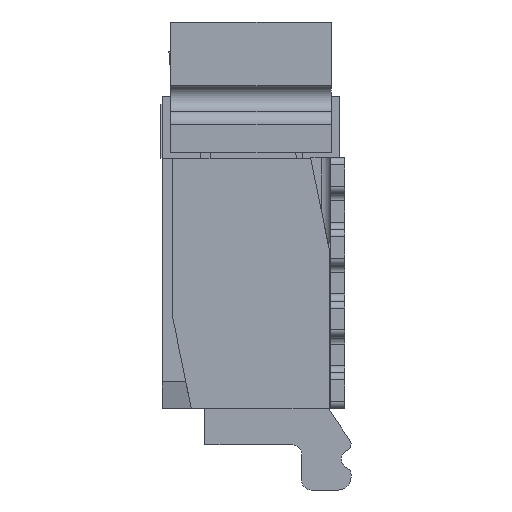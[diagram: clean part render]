
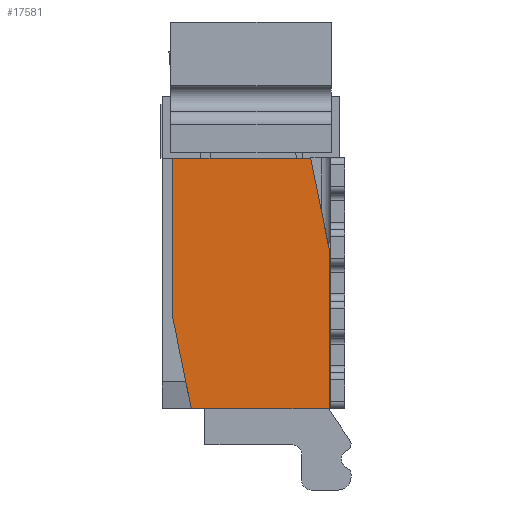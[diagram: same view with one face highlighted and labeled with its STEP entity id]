
A CAD part, left-side view. The second image highlights one B-rep face of the part: STEP entity #17581.
In plain terms, the highlighted planar face has unit normal (-1, 0, 0).
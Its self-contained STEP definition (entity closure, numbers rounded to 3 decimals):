
#1649=FACE_OUTER_BOUND('',#2550,.T.);
#2550=EDGE_LOOP('',(#12329,#12330,#12331,#12332,#12333,#12334));
#3393=LINE('',#24842,#5412);
#3429=LINE('',#24917,#5448);
#3663=LINE('',#25523,#5682);
#3670=LINE('',#25537,#5689);
#3671=LINE('',#25540,#5690);
#3672=LINE('',#25541,#5691);
#5412=VECTOR('',#19883,1.93);
#5448=VECTOR('',#19933,1.93);
#5682=VECTOR('',#20453,1.296);
#5689=VECTOR('',#20472,2.23);
#5690=VECTOR('',#20475,1.296);
#5691=VECTOR('',#20476,2.23);
#7420=VERTEX_POINT('',#24822);
#7429=VERTEX_POINT('',#24840);
#7460=VERTEX_POINT('',#24914);
#7461=VERTEX_POINT('',#24916);
#7690=VERTEX_POINT('',#25522);
#7692=VERTEX_POINT('',#25539);
#9141=EDGE_CURVE('',#7420,#7429,#3393,.T.);
#9178=EDGE_CURVE('',#7460,#7461,#3429,.T.);
#9483=EDGE_CURVE('',#7420,#7690,#3663,.T.);
#9490=EDGE_CURVE('',#7690,#7460,#3670,.T.);
#9491=EDGE_CURVE('',#7461,#7692,#3671,.T.);
#9492=EDGE_CURVE('',#7429,#7692,#3672,.T.);
#12329=ORIENTED_EDGE('',*,*,#9491,.F.);
#12330=ORIENTED_EDGE('',*,*,#9178,.F.);
#12331=ORIENTED_EDGE('',*,*,#9490,.F.);
#12332=ORIENTED_EDGE('',*,*,#9483,.F.);
#12333=ORIENTED_EDGE('',*,*,#9141,.T.);
#12334=ORIENTED_EDGE('',*,*,#9492,.T.);
#16952=PLANE('',#18548);
#17581=ADVANCED_FACE('',(#1649),#16952,.T.);
#18548=AXIS2_PLACEMENT_3D('',#25538,#20473,#20474);
#19883=DIRECTION('',(0.,1.,0.));
#19933=DIRECTION('',(0.,1.,0.));
#20453=DIRECTION('',(0.,-0.201,-0.98));
#20472=DIRECTION('',(0.,0.,-1.));
#20473=DIRECTION('center_axis',(-1.,0.,0.));
#20474=DIRECTION('ref_axis',(0.,0.,1.));
#20475=DIRECTION('',(0.,0.201,0.98));
#20476=DIRECTION('',(0.,0.,-1.));
#24822=CARTESIAN_POINT('',(-12.56,-0.835,-0.87));
#24840=CARTESIAN_POINT('',(-12.56,1.095,-0.87));
#24842=CARTESIAN_POINT('',(-12.56,-0.835,-0.87));
#24914=CARTESIAN_POINT('',(-12.56,-1.095,-4.37));
#24916=CARTESIAN_POINT('',(-12.56,0.835,-4.37));
#24917=CARTESIAN_POINT('',(-12.56,-1.095,-4.37));
#25522=CARTESIAN_POINT('',(-12.56,-1.095,-2.14));
#25523=CARTESIAN_POINT('',(-12.56,-0.835,-0.87));
#25537=CARTESIAN_POINT('',(-12.56,-1.095,-2.14));
#25538=CARTESIAN_POINT('Origin',(-12.56,-1.245,-4.37));
#25539=CARTESIAN_POINT('',(-12.56,1.095,-3.1));
#25540=CARTESIAN_POINT('',(-12.56,0.835,-4.37));
#25541=CARTESIAN_POINT('',(-12.56,1.095,-0.87));
